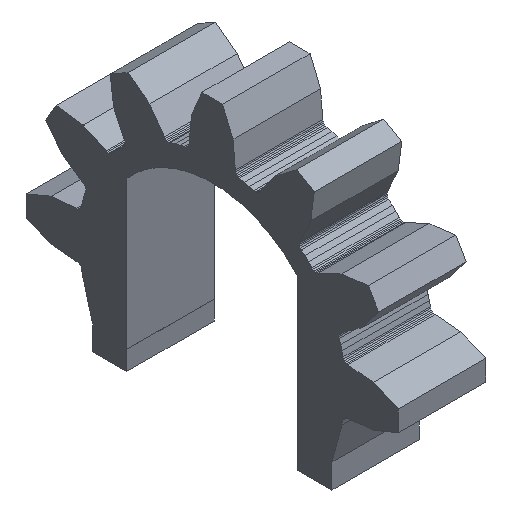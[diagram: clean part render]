
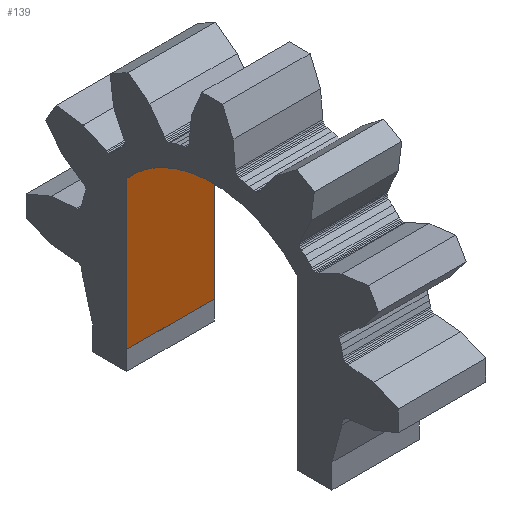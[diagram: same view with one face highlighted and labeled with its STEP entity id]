
A CAD part, isometric view. The second image highlights one B-rep face of the part: STEP entity #139.
In plain terms, the highlighted planar face has unit normal (0, -1, 0).
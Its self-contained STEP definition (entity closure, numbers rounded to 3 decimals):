
#139=ADVANCED_FACE('',(#279),#2498,.T.);
#279=FACE_OUTER_BOUND('',#419,.T.);
#419=EDGE_LOOP('',(#904,#905,#906,#907));
#904=ORIENTED_EDGE('',*,*,#1639,.T.);
#905=ORIENTED_EDGE('',*,*,#1640,.T.);
#906=ORIENTED_EDGE('',*,*,#1641,.F.);
#907=ORIENTED_EDGE('',*,*,#1637,.F.);
#1637=EDGE_CURVE('',#2344,#2345,#1808,.T.);
#1639=EDGE_CURVE('',#2344,#2346,#2068,.T.);
#1640=EDGE_CURVE('',#2346,#2347,#1809,.T.);
#1641=EDGE_CURVE('',#2345,#2347,#2069,.T.);
#1808=B_SPLINE_CURVE_WITH_KNOTS('',1,(#4247,#4248),.UNSPECIFIED.,.F.,.F.,
(2,2),(0.,4.),.UNSPECIFIED.);
#1809=B_SPLINE_CURVE_WITH_KNOTS('',1,(#4255,#4256),.UNSPECIFIED.,.F.,.F.,
(2,2),(0.,4.),.UNSPECIFIED.);
#2068=(
BOUNDED_CURVE()
B_SPLINE_CURVE(2,(#4252,#4253,#4254),.UNSPECIFIED.,.F.,.F.)
B_SPLINE_CURVE_WITH_KNOTS((3,3),(180.461,182.454),
 .UNSPECIFIED.)
CURVE()
GEOMETRIC_REPRESENTATION_ITEM()
RATIONAL_B_SPLINE_CURVE((1.,1.,1.))
REPRESENTATION_ITEM('')
);
#2069=(
BOUNDED_CURVE()
B_SPLINE_CURVE(2,(#4257,#4258,#4259),.UNSPECIFIED.,.F.,.F.)
B_SPLINE_CURVE_WITH_KNOTS((3,3),(180.461,182.454),
 .UNSPECIFIED.)
CURVE()
GEOMETRIC_REPRESENTATION_ITEM()
RATIONAL_B_SPLINE_CURVE((1.,1.,1.))
REPRESENTATION_ITEM('')
);
#2344=VERTEX_POINT('',#3234);
#2345=VERTEX_POINT('',#3235);
#2346=VERTEX_POINT('',#3236);
#2347=VERTEX_POINT('',#3237);
#2498=PLANE('',#2650);
#2650=AXIS2_PLACEMENT_3D('',#2930,#2785,$);
#2785=DIRECTION('',(0.,-1.,0.));
#2930=CARTESIAN_POINT('',(4.5,54.223,-179.738));
#3234=CARTESIAN_POINT('',(4.5,54.223,-179.738));
#3235=CARTESIAN_POINT('',(8.3,54.223,-179.738));
#3236=CARTESIAN_POINT('',(4.5,54.223,-186.167));
#3237=CARTESIAN_POINT('',(8.3,54.223,-186.167));
#4247=CARTESIAN_POINT('',(4.5,54.223,-179.738));
#4248=CARTESIAN_POINT('',(8.3,54.223,-179.738));
#4252=CARTESIAN_POINT('',(4.5,54.223,-179.738));
#4253=CARTESIAN_POINT('',(4.5,54.223,-182.952));
#4254=CARTESIAN_POINT('',(4.5,54.223,-186.167));
#4255=CARTESIAN_POINT('',(4.5,54.223,-186.167));
#4256=CARTESIAN_POINT('',(8.3,54.223,-186.167));
#4257=CARTESIAN_POINT('',(8.3,54.223,-179.738));
#4258=CARTESIAN_POINT('',(8.3,54.223,-182.952));
#4259=CARTESIAN_POINT('',(8.3,54.223,-186.167));
